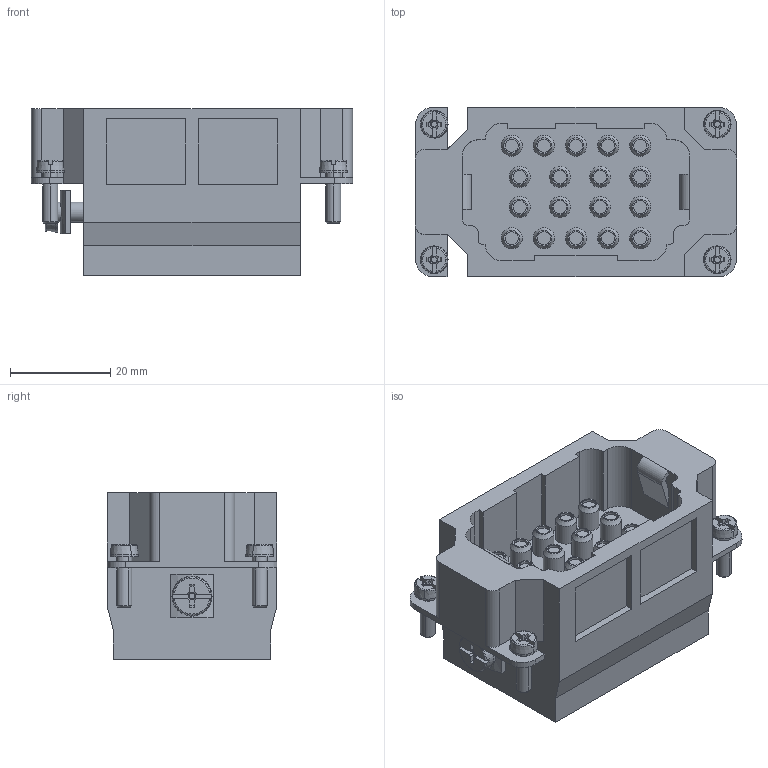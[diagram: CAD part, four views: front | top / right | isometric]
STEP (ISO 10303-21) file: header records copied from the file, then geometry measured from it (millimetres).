
FILE_DESCRIPTION(/* description */ (''),/* implementation_level */ '2;1');
FILE_NAME(/* name */ 'C146_10A018_500_10.stp',/* time_stamp */ '2016-04-07T14:45:28+02:00',/* author */ (''),/* organization */ (''),/* preprocessor_version */ 'ST-DEVELOPER v15',/* originating_system */ 'SIEMENS PLM Software NX 9.0',/* authorisation */ '');
FILE_SCHEMA (('CONFIG_CONTROL_DESIGN'));
Length unit declared in the file: millimetre
Products named in the file (1): c146 10a018 500 10nxm001-04
Bounding box: 64 x 33.8 x 33.2 mm (x, y, z)
Volume: 38039.3 mm3; surface area: 14624.9 mm2
Topology: 1 solids, 1 shells, 499 faces, 1248 edges, 828 vertices
Faces by surface type: plane 279, cylinder 138, cone 64, torus 16, bspline 2
Full cylindrical faces by diameter (mm): 2.6 x18, 3.3 x1, 4 x2, 4.2 x18, 8 x1
Entity records: 15094 total; most frequent: CARTESIAN_POINT 3580, ORIENTED_EDGE 2328, DIRECTION 2304, EDGE_CURVE 1164, AXIS2_PLACEMENT_3D 847, VERTEX_POINT 804, EDGE_LOOP 640, LINE 610
